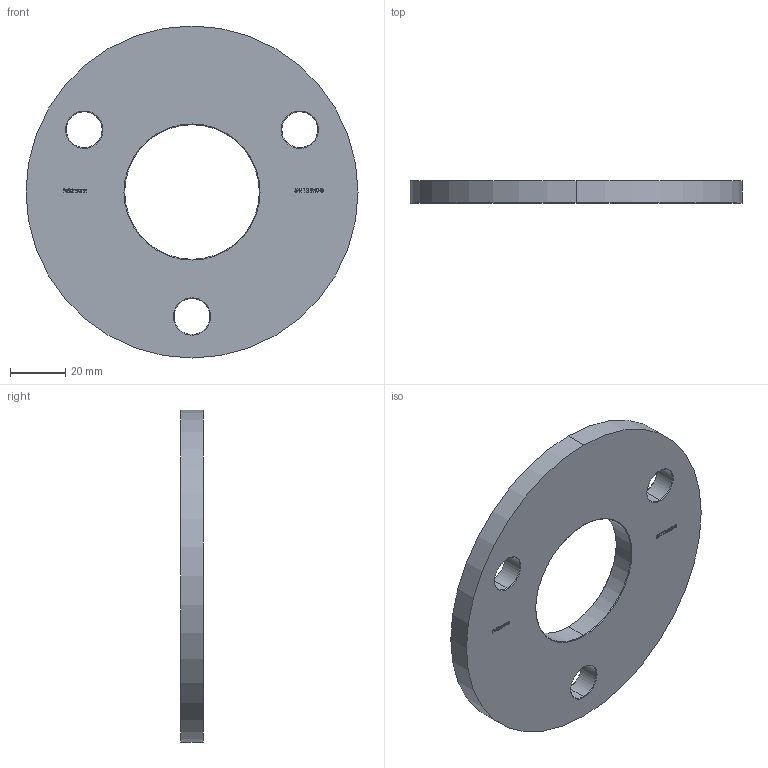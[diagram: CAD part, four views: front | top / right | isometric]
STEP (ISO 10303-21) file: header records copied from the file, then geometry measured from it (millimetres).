
FILE_DESCRIPTION (( 'STEP AP203' ), '1' );
FILE_NAME ('54112-240-8.step', '2020-10-21T11:00:04', ( '' ), ( '' ), 'SwSTEP 2.0', 'SolidWorks 2018', '' );
FILE_SCHEMA (( 'CONFIG_CONTROL_DESIGN' ));
Length unit declared in the file: millimetre
Products named in the file (2): 54112-240-8
Bounding box: 120 x 8 x 120 mm (x, y, z)
Volume: 72372.6 mm3; surface area: 23247.7 mm2
Topology: 1 solids, 1 shells, 267 faces, 698 edges, 460 vertices
Faces by surface type: plane 147, bspline 94, cone 16, cylinder 10
Entity records: 13375 total; most frequent: CARTESIAN_POINT 7249, ORIENTED_EDGE 1396, DIRECTION 896, EDGE_CURVE 698, LINE 474, VECTOR 474, VERTEX_POINT 460, EDGE_LOOP 302
